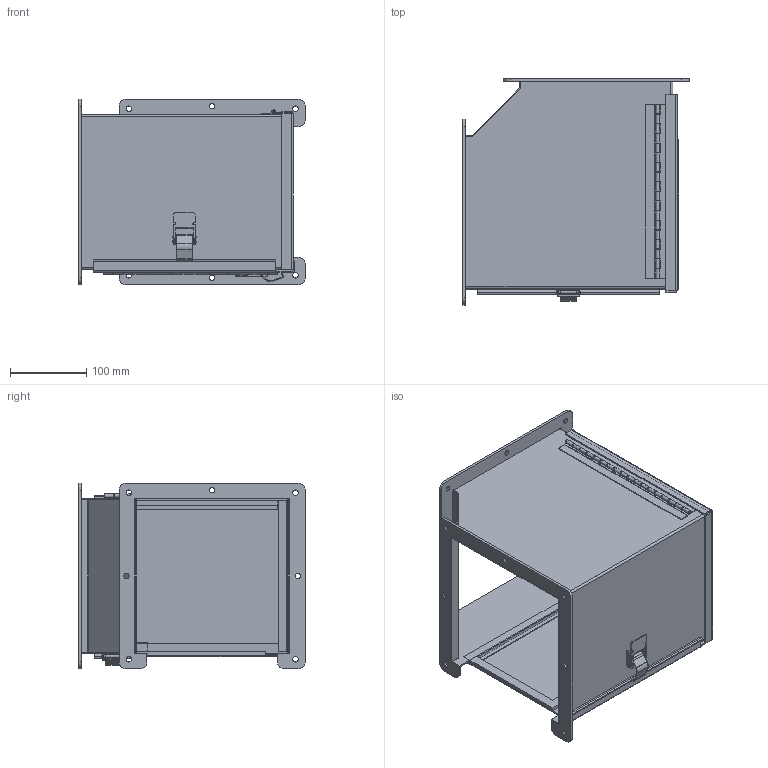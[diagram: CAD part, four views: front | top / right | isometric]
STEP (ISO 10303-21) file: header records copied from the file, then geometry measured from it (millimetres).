
FILE_DESCRIPTION(/* description */ ('LJW90CCW, TOP,CS, 8X8'),/* implementation_level */ '2;1');
FILE_NAME(/* name */ 'LJW908CCW.stp',/* time_stamp */ '2017-03-23T12:41:53+05:00',/* author */ ('mgunasekar'),/* organization */ (''),/* preprocessor_version */ 'ST-DEVELOPER v16.1',/* originating_system */ 'Autodesk Inventor 2016',/* authorisation */ '');
FILE_SCHEMA (('AUTOMOTIVE_DESIGN { 1 0 10303 214 3 1 1 }'));
Length unit declared in the file: inch
Products named in the file (19): LJW908CCWTOP; PART1; PART2; PART3; PART4; PART5; 35011; LJW908CCWBACKLIDGASKET; LJW8RINGP; LJW908CCWPOST; LJW908CCWBB; LJW908CCWBACKLID; LJW908CCWTOPLID; 328122LH; 328122P; 328122TH; 328122; LJW908CCWTOPLIDGASKET; LJW908CCW
Assembly tree (21 placements, depth 3):
  LJW908CCW
    LJW908CCWTOP
    35011  x2
      PART1
      PART2
      PART3
      PART4
      PART5
    LJW908CCWBACKLIDGASKET
    LJW8RINGP  x2
    LJW908CCWPOST
    LJW908CCWBB
    LJW908CCWBACKLID
    LJW908CCWTOPLID
    328122  x2
      328122LH
      328122P
      328122TH
    LJW908CCWTOPLIDGASKET
Bounding box: 297.52 x 297.51 x 244.47 mm (x, y, z)
Volume: 787030 mm3; surface area: 800306.2 mm2
Topology: 25 solids, 25 shells, 642 faces, 1662 edges, 1070 vertices
Faces by surface type: plane 416, cylinder 210, bspline 16
Full cylindrical faces by diameter (mm): 2.54 x2, 2.957 x36, 3.454 x4, 3.946 x12, 4.286 x8, 7.144 x14
Entity records: 12953 total; most frequent: CARTESIAN_POINT 2434, DIRECTION 2068, ORIENTED_EDGE 1960, EDGE_CURVE 980, LINE 732, VECTOR 732, AXIS2_PLACEMENT_3D 668, VERTEX_POINT 642
